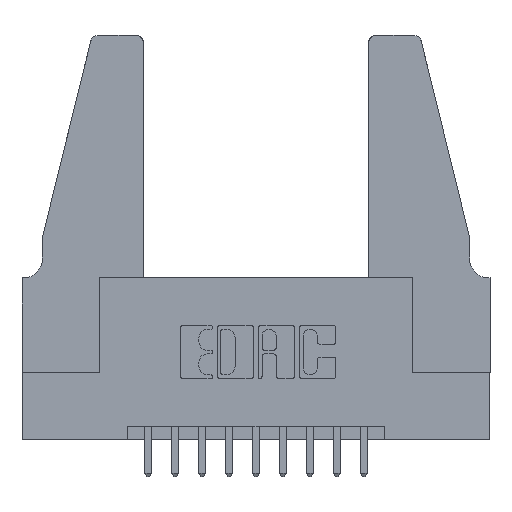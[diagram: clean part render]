
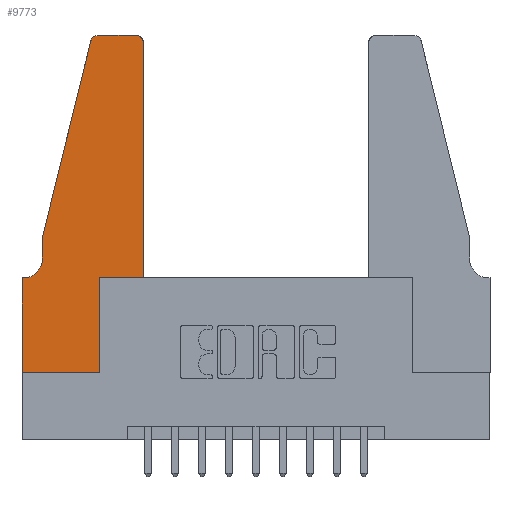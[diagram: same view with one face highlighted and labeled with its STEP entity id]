
A CAD part, top view. The second image highlights one B-rep face of the part: STEP entity #9773.
In plain terms, the highlighted planar face has unit normal (0, 0, 1).
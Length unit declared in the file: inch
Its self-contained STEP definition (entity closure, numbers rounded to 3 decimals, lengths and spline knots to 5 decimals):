
#229 = VERTEX_POINT ( 'NONE', #7161 ) ;
#390 = DIRECTION ( 'NONE',  ( 1., 0., 0. ) ) ;
#415 = CARTESIAN_POINT ( 'NONE',  ( 0.4205, 1.22, 0.37 ) ) ;
#527 = EDGE_CURVE ( 'NONE', #8274, #12722, #1265, .T. ) ;
#548 = EDGE_CURVE ( 'NONE', #11850, #11236, #4103, .T. ) ;
#586 = LINE ( 'NONE', #7679, #5946 ) ;
#610 = VERTEX_POINT ( 'NONE', #631 ) ;
#631 = CARTESIAN_POINT ( 'NONE',  ( 0.4205, 1.25, 0.37 ) ) ;
#696 = CARTESIAN_POINT ( 'NONE',  ( 0., 0., 0.37 ) ) ;
#859 = CARTESIAN_POINT ( 'NONE',  ( 0.0755, 0.5, 0.37 ) ) ;
#880 = ORIENTED_EDGE ( 'NONE', *, *, #7468, .T. ) ;
#1197 = CARTESIAN_POINT ( 'NONE',  ( 0., 0., 0.37 ) ) ;
#1265 = LINE ( 'NONE', #10281, #9761 ) ;
#1392 = DIRECTION ( 'NONE',  ( 0., 0., 1. ) ) ;
#1442 = AXIS2_PLACEMENT_3D ( 'NONE', #2836, #10229, #3880 ) ;
#1572 = DIRECTION ( 'NONE',  ( 1., 0., 0. ) ) ;
#1595 = CARTESIAN_POINT ( 'NONE',  ( 0.2605, 1.25, 0.37 ) ) ;
#1795 = DIRECTION ( 'NONE',  ( -0.239, -0.971, 0. ) ) ;
#2024 = LINE ( 'NONE', #696, #10142 ) ;
#2027 = CARTESIAN_POINT ( 'NONE',  ( 0., 0., 0.37 ) ) ;
#2221 = VERTEX_POINT ( 'NONE', #11909 ) ;
#2253 = CARTESIAN_POINT ( 'NONE',  ( 0.0755, 0.5, 0.37 ) ) ;
#2299 = DIRECTION ( 'NONE',  ( 0., -1., 0. ) ) ;
#2472 = CIRCLE ( 'NONE', #1442, 0.07 ) ;
#2836 = CARTESIAN_POINT ( 'NONE',  ( 0.0055, 0.42, 0.37 ) ) ;
#3339 = EDGE_CURVE ( 'NONE', #12722, #5807, #5967, .T. ) ;
#3353 = VECTOR ( 'NONE', #2299, 39.37008 ) ;
#3392 = EDGE_CURVE ( 'NONE', #229, #11850, #10938, .T. ) ;
#3562 = EDGE_CURVE ( 'NONE', #11236, #8427, #11725, .T. ) ;
#3640 = CIRCLE ( 'NONE', #9361, 0.03 ) ;
#3687 = EDGE_CURVE ( 'NONE', #9215, #8274, #2024, .T. ) ;
#3880 = DIRECTION ( 'NONE',  ( -1., 0., 0. ) ) ;
#4103 = LINE ( 'NONE', #859, #12145 ) ;
#4480 = DIRECTION ( 'NONE',  ( 1., 0., 0. ) ) ;
#4517 = DIRECTION ( 'NONE',  ( 0., 0., 1. ) ) ;
#4599 = CARTESIAN_POINT ( 'NONE',  ( 0.284, 1.22, 0.37 ) ) ;
#4883 = CARTESIAN_POINT ( 'NONE',  ( 0.4505, 0.35, 0.37 ) ) ;
#4888 = EDGE_CURVE ( 'NONE', #5807, #2221, #586, .T. ) ;
#5112 = VECTOR ( 'NONE', #5831, 39.37008 ) ;
#5293 = DIRECTION ( 'NONE',  ( 1., 0., 0. ) ) ;
#5334 = CARTESIAN_POINT ( 'NONE',  ( 0.4505, 0.35, 0.37 ) ) ;
#5807 = VERTEX_POINT ( 'NONE', #4883 ) ;
#5831 = DIRECTION ( 'NONE',  ( -1., 0., 0. ) ) ;
#5905 = ORIENTED_EDGE ( 'NONE', *, *, #4888, .T. ) ;
#5946 = VECTOR ( 'NONE', #8740, 39.37008 ) ;
#5967 = LINE ( 'NONE', #5334, #11251 ) ;
#6132 = ORIENTED_EDGE ( 'NONE', *, *, #3339, .T. ) ;
#6655 = CARTESIAN_POINT ( 'NONE',  ( 0., 0.35, 0.37 ) ) ;
#6666 = EDGE_CURVE ( 'NONE', #9668, #9215, #12147, .T. ) ;
#6830 = ORIENTED_EDGE ( 'NONE', *, *, #8265, .T. ) ;
#6987 = EDGE_LOOP ( 'NONE', ( #9113, #7053, #11311, #10241, #6830, #7472, #10898, #10008, #10026, #6132, #5905, #880 ) ) ;
#7053 = ORIENTED_EDGE ( 'NONE', *, *, #3392, .T. ) ;
#7161 = CARTESIAN_POINT ( 'NONE',  ( 0.284, 1.25, 0.37 ) ) ;
#7221 = AXIS2_PLACEMENT_3D ( 'NONE', #6655, #1392, #8824 ) ;
#7283 = CARTESIAN_POINT ( 'NONE',  ( 0.0755, 0.5, 0.37 ) ) ;
#7468 = EDGE_CURVE ( 'NONE', #2221, #610, #3640, .T. ) ;
#7472 = ORIENTED_EDGE ( 'NONE', *, *, #12707, .T. ) ;
#7597 = LINE ( 'NONE', #1595, #5112 ) ;
#7666 = DIRECTION ( 'NONE',  ( -1., 0., 0. ) ) ;
#7679 = CARTESIAN_POINT ( 'NONE',  ( 0.4505, 0.35, 0.37 ) ) ;
#7728 = PLANE ( 'NONE',  #7221 ) ;
#7902 = DIRECTION ( 'NONE',  ( 0., 0., 1. ) ) ;
#8265 = EDGE_CURVE ( 'NONE', #8427, #12425, #2472, .T. ) ;
#8274 = VERTEX_POINT ( 'NONE', #11239 ) ;
#8353 = DIRECTION ( 'NONE',  ( 0., -1., 0. ) ) ;
#8427 = VERTEX_POINT ( 'NONE', #12536 ) ;
#8494 = VECTOR ( 'NONE', #7666, 39.37008 ) ;
#8689 = CARTESIAN_POINT ( 'NONE',  ( 0., 0.35, 0.37 ) ) ;
#8740 = DIRECTION ( 'NONE',  ( 0., 1., 0. ) ) ;
#8773 = CARTESIAN_POINT ( 'NONE',  ( 0.0755, 0.35, 0.37 ) ) ;
#8824 = DIRECTION ( 'NONE',  ( 1., 0., 0. ) ) ;
#9071 = VECTOR ( 'NONE', #8353, 39.37008 ) ;
#9113 = ORIENTED_EDGE ( 'NONE', *, *, #13497, .T. ) ;
#9215 = VERTEX_POINT ( 'NONE', #1197 ) ;
#9361 = AXIS2_PLACEMENT_3D ( 'NONE', #415, #7902, #1572 ) ;
#9668 = VERTEX_POINT ( 'NONE', #8689 ) ;
#9761 = VECTOR ( 'NONE', #13040, 39.37008 ) ;
#9773 = ADVANCED_FACE ( 'NONE', ( #12277 ), #7728, .T. ) ;
#10008 = ORIENTED_EDGE ( 'NONE', *, *, #3687, .T. ) ;
#10026 = ORIENTED_EDGE ( 'NONE', *, *, #527, .T. ) ;
#10142 = VECTOR ( 'NONE', #390, 39.37008 ) ;
#10229 = DIRECTION ( 'NONE',  ( 0., 0., -1. ) ) ;
#10241 = ORIENTED_EDGE ( 'NONE', *, *, #3562, .T. ) ;
#10281 = CARTESIAN_POINT ( 'NONE',  ( 0.2865, 0.35, 0.37 ) ) ;
#10867 = CARTESIAN_POINT ( 'NONE',  ( 0.2865, 0.35, 0.37 ) ) ;
#10898 = ORIENTED_EDGE ( 'NONE', *, *, #6666, .T. ) ;
#10938 = CIRCLE ( 'NONE', #11379, 0.03 ) ;
#11236 = VERTEX_POINT ( 'NONE', #7283 ) ;
#11239 = CARTESIAN_POINT ( 'NONE',  ( 0.2865, 0., 0.37 ) ) ;
#11251 = VECTOR ( 'NONE', #5293, 39.37008 ) ;
#11254 = LINE ( 'NONE', #8773, #8494 ) ;
#11288 = CARTESIAN_POINT ( 'NONE',  ( 0.0055, 0.35, 0.37 ) ) ;
#11311 = ORIENTED_EDGE ( 'NONE', *, *, #548, .T. ) ;
#11379 = AXIS2_PLACEMENT_3D ( 'NONE', #4599, #4517, #4480 ) ;
#11725 = LINE ( 'NONE', #2253, #3353 ) ;
#11850 = VERTEX_POINT ( 'NONE', #13409 ) ;
#11909 = CARTESIAN_POINT ( 'NONE',  ( 0.4505, 1.22, 0.37 ) ) ;
#12145 = VECTOR ( 'NONE', #1795, 39.37008 ) ;
#12147 = LINE ( 'NONE', #2027, #9071 ) ;
#12277 = FACE_OUTER_BOUND ( 'NONE', #6987, .T. ) ;
#12425 = VERTEX_POINT ( 'NONE', #11288 ) ;
#12536 = CARTESIAN_POINT ( 'NONE',  ( 0.0755, 0.42, 0.37 ) ) ;
#12707 = EDGE_CURVE ( 'NONE', #12425, #9668, #11254, .T. ) ;
#12722 = VERTEX_POINT ( 'NONE', #10867 ) ;
#13040 = DIRECTION ( 'NONE',  ( 0., 1., 0. ) ) ;
#13409 = CARTESIAN_POINT ( 'NONE',  ( 0.25487, 1.22718, 0.37 ) ) ;
#13497 = EDGE_CURVE ( 'NONE', #610, #229, #7597, .T. ) ;
